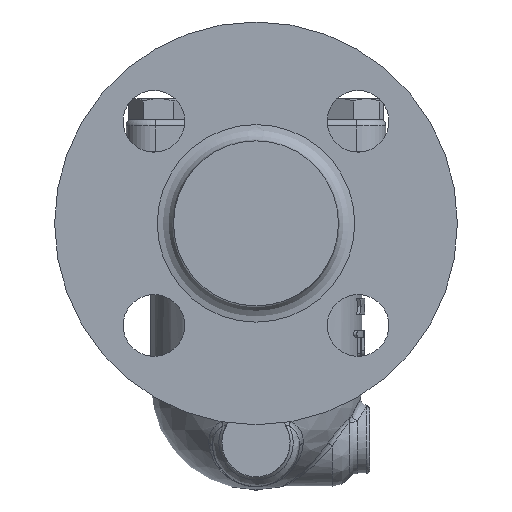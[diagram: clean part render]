
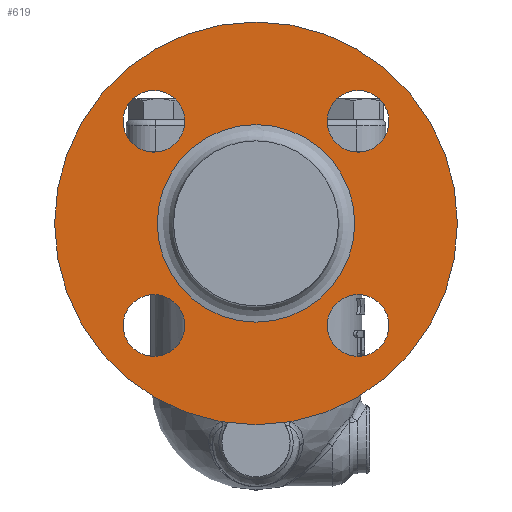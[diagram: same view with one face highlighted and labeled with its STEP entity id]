
A CAD part, left-side view. The second image highlights one B-rep face of the part: STEP entity #619.
In plain terms, the highlighted planar face has unit normal (-1, 0, 0).
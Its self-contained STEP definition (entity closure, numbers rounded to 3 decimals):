
#453=CARTESIAN_POINT('',(-109.1,0.,111.5));
#454=VERTEX_POINT('',#453);
#455=CARTESIAN_POINT('',(-109.1,0.0,49.5));
#456=DIRECTION('',(1.0,0.0,0.0));
#457=DIRECTION('',(0.0,0.0,-1.0));
#458=AXIS2_PLACEMENT_3D('',#455,#456,#457);
#459=CIRCLE('',#458,62.0);
#460=EDGE_CURVE('',#454,#454,#459,.T.);
#521=CARTESIAN_POINT('',(-109.1,0.,79.9));
#522=VERTEX_POINT('',#521);
#523=CARTESIAN_POINT('',(-109.1,0.0,49.5));
#524=DIRECTION('',(-1.0,0.0,0.0));
#525=DIRECTION('',(0.0,0.0,-1.0));
#526=AXIS2_PLACEMENT_3D('',#523,#524,#525);
#527=CIRCLE('',#526,30.4);
#528=EDGE_CURVE('',#522,#522,#527,.T.);
#564=CARTESIAN_POINT('',(-109.1,0.0,49.5));
#565=DIRECTION('',(1.0,0.0,0.0));
#566=DIRECTION('',(0.0,0.0,-1.0));
#567=AXIS2_PLACEMENT_3D('',#564,#565,#566);
#568=PLANE('',#567);
#569=ORIENTED_EDGE('',*,*,#460,.F.);
#570=EDGE_LOOP('',(#569));
#571=FACE_OUTER_BOUND('',#570,.T.);
#572=CARTESIAN_POINT('',(-109.1,-31.431,90.431));
#573=VERTEX_POINT('',#572);
#574=CARTESIAN_POINT('',(-109.1,-31.431,80.931));
#575=DIRECTION('',(-1.0,0.0,0.0));
#576=DIRECTION('',(0.0,-1.0,0.0));
#577=AXIS2_PLACEMENT_3D('',#574,#575,#576);
#578=CIRCLE('',#577,9.5);
#579=EDGE_CURVE('',#573,#573,#578,.T.);
#580=ORIENTED_EDGE('',*,*,#579,.F.);
#581=EDGE_LOOP('',(#580));
#582=FACE_BOUND('',#581,.T.);
#583=CARTESIAN_POINT('',(-109.1,-31.431,27.569));
#584=VERTEX_POINT('',#583);
#585=CARTESIAN_POINT('',(-109.1,-31.431,18.069));
#586=DIRECTION('',(-1.0,0.0,0.0));
#587=DIRECTION('',(0.0,0.0,-1.0));
#588=AXIS2_PLACEMENT_3D('',#585,#586,#587);
#589=CIRCLE('',#588,9.5);
#590=EDGE_CURVE('',#584,#584,#589,.T.);
#591=ORIENTED_EDGE('',*,*,#590,.F.);
#592=EDGE_LOOP('',(#591));
#593=FACE_BOUND('',#592,.T.);
#594=CARTESIAN_POINT('',(-109.1,31.431,27.569));
#595=VERTEX_POINT('',#594);
#596=CARTESIAN_POINT('',(-109.1,31.431,18.069));
#597=DIRECTION('',(-1.0,0.0,0.0));
#598=DIRECTION('',(0.0,1.0,0.0));
#599=AXIS2_PLACEMENT_3D('',#596,#597,#598);
#600=CIRCLE('',#599,9.5);
#601=EDGE_CURVE('',#595,#595,#600,.T.);
#602=ORIENTED_EDGE('',*,*,#601,.F.);
#603=EDGE_LOOP('',(#602));
#604=FACE_BOUND('',#603,.T.);
#605=CARTESIAN_POINT('',(-109.1,31.431,90.431));
#606=VERTEX_POINT('',#605);
#607=CARTESIAN_POINT('',(-109.1,31.431,80.931));
#608=DIRECTION('',(-1.0,0.0,0.0));
#609=DIRECTION('',(0.0,0.0,1.0));
#610=AXIS2_PLACEMENT_3D('',#607,#608,#609);
#611=CIRCLE('',#610,9.5);
#612=EDGE_CURVE('',#606,#606,#611,.T.);
#613=ORIENTED_EDGE('',*,*,#612,.F.);
#614=EDGE_LOOP('',(#613));
#615=FACE_BOUND('',#614,.T.);
#616=ORIENTED_EDGE('',*,*,#528,.F.);
#617=EDGE_LOOP('',(#616));
#618=FACE_BOUND('',#617,.T.);
#619=ADVANCED_FACE('',(#571,#582,#593,#604,#615,#618),#568,.F.);
